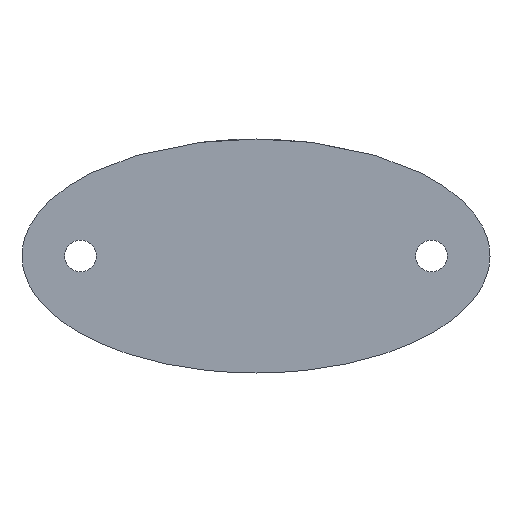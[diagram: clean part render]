
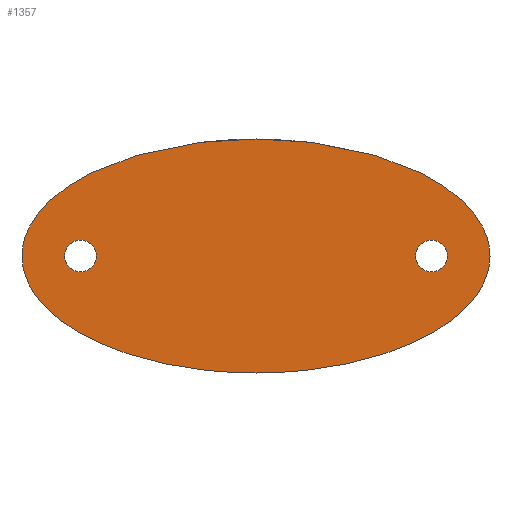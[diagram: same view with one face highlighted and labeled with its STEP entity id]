
A CAD part, front view. The second image highlights one B-rep face of the part: STEP entity #1357.
In plain terms, the highlighted planar face has unit normal (0, -1, 0).
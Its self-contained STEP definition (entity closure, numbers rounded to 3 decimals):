
#3 = VERTEX_POINT ( 'NONE', #370 ) ;
#57 = EDGE_LOOP ( 'NONE', ( #474, #618 ) ) ;
#73 = PLANE ( 'NONE',  #1436 ) ;
#104 = CARTESIAN_POINT ( 'NONE',  ( -75., 0., 0. ) ) ;
#112 = CARTESIAN_POINT ( 'NONE',  ( 0., 0., 50. ) ) ;
#222 = DIRECTION ( 'NONE',  ( 0., 1., 0. ) ) ;
#250 = DIRECTION ( 'NONE',  ( 0., 0., 1. ) ) ;
#301 = EDGE_CURVE ( 'NONE', #3, #812, #532, .T. ) ;
#318 = DIRECTION ( 'NONE',  ( 0., 0., 1. ) ) ;
#369 = CARTESIAN_POINT ( 'NONE',  ( 75., 0., 0. ) ) ;
#370 = CARTESIAN_POINT ( 'NONE',  ( 75., 0., 6.75 ) ) ;
#377 = CARTESIAN_POINT ( 'NONE',  ( 75., 0., 0. ) ) ;
#409 = VERTEX_POINT ( 'NONE', #1377 ) ;
#431 = AXIS2_PLACEMENT_3D ( 'NONE', #104, #1327, #250 ) ;
#457 = AXIS2_PLACEMENT_3D ( 'NONE', #377, #854, #1226 ) ;
#458 = ORIENTED_EDGE ( 'NONE', *, *, #1320, .T. ) ;
#474 = ORIENTED_EDGE ( 'NONE', *, *, #301, .T. ) ;
#490 = CARTESIAN_POINT ( 'NONE',  ( -75., 0., 0. ) ) ;
#503 = EDGE_CURVE ( 'NONE', #787, #409, #1222, .T. ) ;
#511 = DIRECTION ( 'NONE',  ( 0., 1., 0. ) ) ;
#532 = CIRCLE ( 'NONE', #457, 6.75 ) ;
#618 = ORIENTED_EDGE ( 'NONE', *, *, #804, .T. ) ;
#623 = CARTESIAN_POINT ( 'NONE',  ( 75., 0., -6.75 ) ) ;
#637 = AXIS2_PLACEMENT_3D ( 'NONE', #369, #222, #1070 ) ;
#697 = CARTESIAN_POINT ( 'NONE',  ( 0., 0., -50. ) ) ;
#718 = CARTESIAN_POINT ( 'NONE',  ( -200., 0., 50. ) ) ;
#780 = VERTEX_POINT ( 'NONE', #1308 ) ;
#787 = VERTEX_POINT ( 'NONE', #1190 ) ;
#804 = EDGE_CURVE ( 'NONE', #812, #3, #1165, .T. ) ;
#806 = FACE_BOUND ( 'NONE', #57, .T. ) ;
#812 = VERTEX_POINT ( 'NONE', #623 ) ;
#854 = DIRECTION ( 'NONE',  ( 0., 1., 0. ) ) ;
#862 = AXIS2_PLACEMENT_3D ( 'NONE', #490, #511, #863 ) ;
#863 = DIRECTION ( 'NONE',  ( 0., 0., 1. ) ) ;
#866 = EDGE_CURVE ( 'NONE', #787, #409, #951, .T. ) ;
#911 = ORIENTED_EDGE ( 'NONE', *, *, #956, .T. ) ;
#942 = CIRCLE ( 'NONE', #862, 6.75 ) ;
#951 =( BOUNDED_CURVE ( )  B_SPLINE_CURVE ( 3, ( #112, #718, #1198, #1428 ),
 .UNSPECIFIED., .F., .T. ) 
 B_SPLINE_CURVE_WITH_KNOTS ( ( 4, 4 ),
 ( 4.712, 7.854 ),
 .UNSPECIFIED. ) 
 CURVE ( )  GEOMETRIC_REPRESENTATION_ITEM ( )  RATIONAL_B_SPLINE_CURVE ( ( 1., 0.333, 0.333, 1. ) ) 
 REPRESENTATION_ITEM ( '' )  );
#956 = EDGE_CURVE ( 'NONE', #995, #780, #1334, .T. ) ;
#995 = VERTEX_POINT ( 'NONE', #1062 ) ;
#1012 = EDGE_LOOP ( 'NONE', ( #911, #458 ) ) ;
#1062 = CARTESIAN_POINT ( 'NONE',  ( -75., 0., 6.75 ) ) ;
#1070 = DIRECTION ( 'NONE',  ( 0., 0., 1. ) ) ;
#1165 = CIRCLE ( 'NONE', #637, 6.75 ) ;
#1179 = CARTESIAN_POINT ( 'NONE',  ( 0., 0., 50. ) ) ;
#1189 = CARTESIAN_POINT ( 'NONE',  ( 200., 0., 50. ) ) ;
#1190 = CARTESIAN_POINT ( 'NONE',  ( 0., 0., 50. ) ) ;
#1198 = CARTESIAN_POINT ( 'NONE',  ( -200., 0., -50. ) ) ;
#1222 =( BOUNDED_CURVE ( )  B_SPLINE_CURVE ( 3, ( #1179, #1189, #1427, #697 ),
 .UNSPECIFIED., .F., .T. ) 
 B_SPLINE_CURVE_WITH_KNOTS ( ( 4, 4 ),
 ( 4.712, 7.854 ),
 .UNSPECIFIED. ) 
 CURVE ( )  GEOMETRIC_REPRESENTATION_ITEM ( )  RATIONAL_B_SPLINE_CURVE ( ( 1., 0.333, 0.333, 1. ) ) 
 REPRESENTATION_ITEM ( '' )  );
#1226 = DIRECTION ( 'NONE',  ( 0., 0., 1. ) ) ;
#1272 = FACE_OUTER_BOUND ( 'NONE', #1448, .T. ) ;
#1282 = CARTESIAN_POINT ( 'NONE',  ( 0., 0., 0. ) ) ;
#1308 = CARTESIAN_POINT ( 'NONE',  ( -75., 0., -6.75 ) ) ;
#1320 = EDGE_CURVE ( 'NONE', #780, #995, #942, .T. ) ;
#1327 = DIRECTION ( 'NONE',  ( 0., 1., 0. ) ) ;
#1334 = CIRCLE ( 'NONE', #431, 6.75 ) ;
#1357 = ADVANCED_FACE ( 'NONE', ( #1385, #806, #1272 ), #73, .T. ) ;
#1377 = CARTESIAN_POINT ( 'NONE',  ( 0., 0., -50. ) ) ;
#1385 = FACE_BOUND ( 'NONE', #1012, .T. ) ;
#1427 = CARTESIAN_POINT ( 'NONE',  ( 200., 0., -50. ) ) ;
#1428 = CARTESIAN_POINT ( 'NONE',  ( 0., 0., -50. ) ) ;
#1431 = ORIENTED_EDGE ( 'NONE', *, *, #866, .T. ) ;
#1436 = AXIS2_PLACEMENT_3D ( 'NONE', #1282, #1515, #318 ) ;
#1448 = EDGE_LOOP ( 'NONE', ( #1431, #1455 ) ) ;
#1455 = ORIENTED_EDGE ( 'NONE', *, *, #503, .F. ) ;
#1515 = DIRECTION ( 'NONE',  ( 0., -1., 0. ) ) ;
